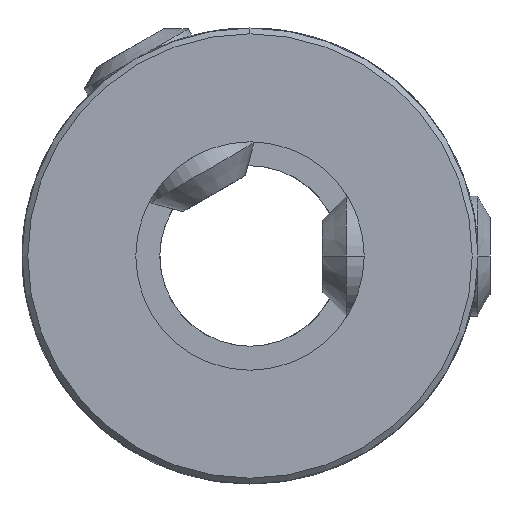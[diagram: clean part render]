
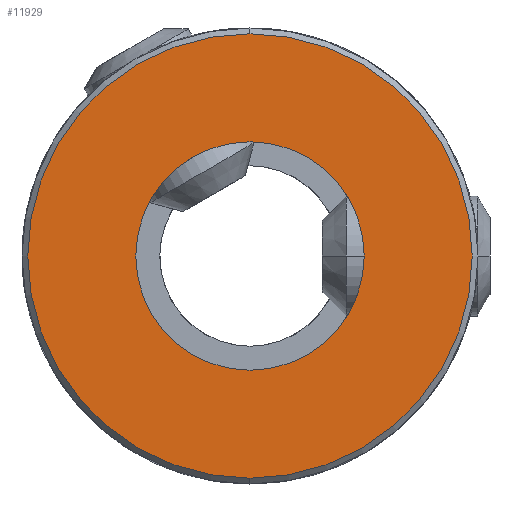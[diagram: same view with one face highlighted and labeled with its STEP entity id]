
A CAD part, front view. The second image highlights one B-rep face of the part: STEP entity #11929.
In plain terms, the highlighted planar face has unit normal (0, -1, 0).
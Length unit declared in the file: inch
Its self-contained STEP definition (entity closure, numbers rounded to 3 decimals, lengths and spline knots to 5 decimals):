
#207 = DIRECTION ( 'NONE',  ( 0., 1., 0. ) ) ;
#840 = AXIS2_PLACEMENT_3D ( 'NONE', #14275, #6280, #4029 ) ;
#897 = DIRECTION ( 'NONE',  ( 0., 1., 0. ) ) ;
#1312 = FACE_BOUND ( 'NONE', #11661, .T. ) ;
#1928 = VERTEX_POINT ( 'NONE', #13667 ) ;
#2109 = CARTESIAN_POINT ( 'NONE',  ( 0., -0.38583, 0. ) ) ;
#2355 = CARTESIAN_POINT ( 'NONE',  ( -0.0937, -0.38583, 0. ) ) ;
#2441 = PLANE ( 'NONE',  #10201 ) ;
#2485 = CARTESIAN_POINT ( 'NONE',  ( 0., -0.38583, 0. ) ) ;
#2826 = DIRECTION ( 'NONE',  ( 0., 1., 0. ) ) ;
#3314 = DIRECTION ( 'NONE',  ( 0., -1., 0. ) ) ;
#3355 = AXIS2_PLACEMENT_3D ( 'NONE', #12211, #897, #5418 ) ;
#3361 = EDGE_CURVE ( 'NONE', #4895, #1928, #6270, .T. ) ;
#4029 = DIRECTION ( 'NONE',  ( -1., 0., 0. ) ) ;
#4895 = VERTEX_POINT ( 'NONE', #2355 ) ;
#5418 = DIRECTION ( 'NONE',  ( 1., 0., 0. ) ) ;
#5567 = EDGE_CURVE ( 'NONE', #10796, #7186, #7474, .T. ) ;
#6168 = DIRECTION ( 'NONE',  ( 1., 0., 0. ) ) ;
#6270 = CIRCLE ( 'NONE', #12620, 0.0937 ) ;
#6280 = DIRECTION ( 'NONE',  ( 0., -1., 0. ) ) ;
#6908 = EDGE_CURVE ( 'NONE', #1928, #4895, #14514, .T. ) ;
#7186 = VERTEX_POINT ( 'NONE', #12238 ) ;
#7440 = DIRECTION ( 'NONE',  ( 1., 0., 0. ) ) ;
#7474 = CIRCLE ( 'NONE', #840, 0.18228 ) ;
#8061 = EDGE_CURVE ( 'NONE', #7186, #10796, #11302, .T. ) ;
#8478 = CARTESIAN_POINT ( 'NONE',  ( 0., -0.38583, 0. ) ) ;
#10201 = AXIS2_PLACEMENT_3D ( 'NONE', #2485, #207, #6168 ) ;
#10796 = VERTEX_POINT ( 'NONE', #12439 ) ;
#10978 = ORIENTED_EDGE ( 'NONE', *, *, #5567, .T. ) ;
#11104 = EDGE_LOOP ( 'NONE', ( #10978, #12901 ) ) ;
#11208 = DIRECTION ( 'NONE',  ( -1., 0., 0. ) ) ;
#11302 = CIRCLE ( 'NONE', #13882, 0.18228 ) ;
#11661 = EDGE_LOOP ( 'NONE', ( #14157, #13601 ) ) ;
#11929 = ADVANCED_FACE ( 'NONE', ( #12487, #1312 ), #2441, .F. ) ;
#12211 = CARTESIAN_POINT ( 'NONE',  ( 0., -0.38583, 0. ) ) ;
#12238 = CARTESIAN_POINT ( 'NONE',  ( 0., -0.38583, 0.18228 ) ) ;
#12439 = CARTESIAN_POINT ( 'NONE',  ( 0., -0.38583, -0.18228 ) ) ;
#12487 = FACE_OUTER_BOUND ( 'NONE', #11104, .T. ) ;
#12620 = AXIS2_PLACEMENT_3D ( 'NONE', #8478, #2826, #7440 ) ;
#12901 = ORIENTED_EDGE ( 'NONE', *, *, #8061, .T. ) ;
#13601 = ORIENTED_EDGE ( 'NONE', *, *, #3361, .T. ) ;
#13667 = CARTESIAN_POINT ( 'NONE',  ( 0.0937, -0.38583, 0. ) ) ;
#13882 = AXIS2_PLACEMENT_3D ( 'NONE', #2109, #3314, #11208 ) ;
#14157 = ORIENTED_EDGE ( 'NONE', *, *, #6908, .T. ) ;
#14275 = CARTESIAN_POINT ( 'NONE',  ( 0., -0.38583, 0. ) ) ;
#14514 = CIRCLE ( 'NONE', #3355, 0.0937 ) ;
